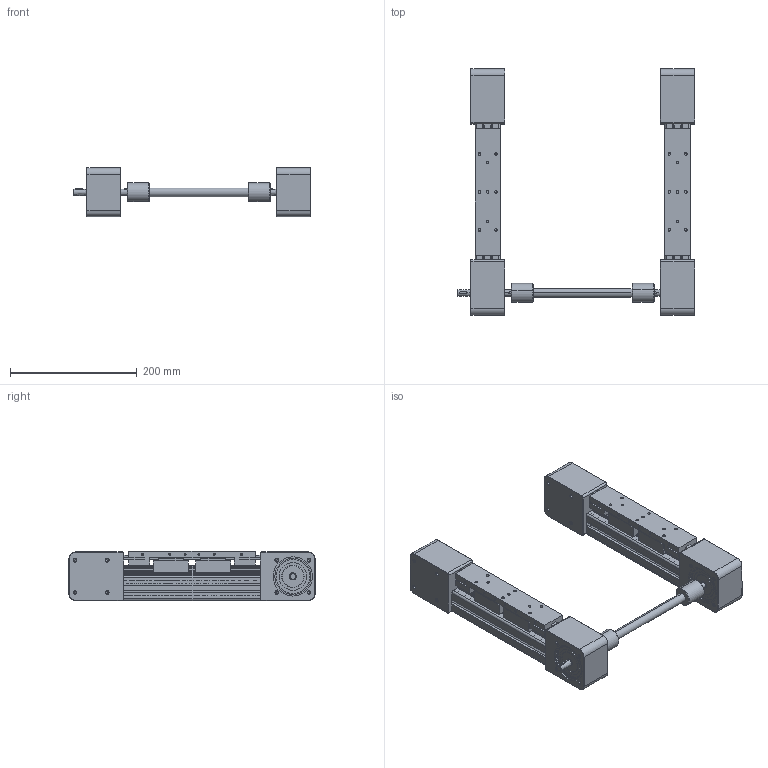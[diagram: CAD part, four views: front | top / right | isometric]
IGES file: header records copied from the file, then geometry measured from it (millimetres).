
Global section: file name: No Iges File Name specified; native system: Autodesk Inventor 2011; preprocessor: AutoDesk Inventor Iges Exporter R2011; author: Matej; date: 20110523.111215; units: millimetre
Bounding box: 375 x 389 x 78 mm (x, y, z)
Volume: 2048915.5 mm3; surface area: 551135.5 mm2
Topology: 13 solids, 18 shells, 1530 faces, 3965 edges, 2474 vertices
Faces by surface type: plane 722, bspline 354, revolution 268, cylinder 148, cone 38
